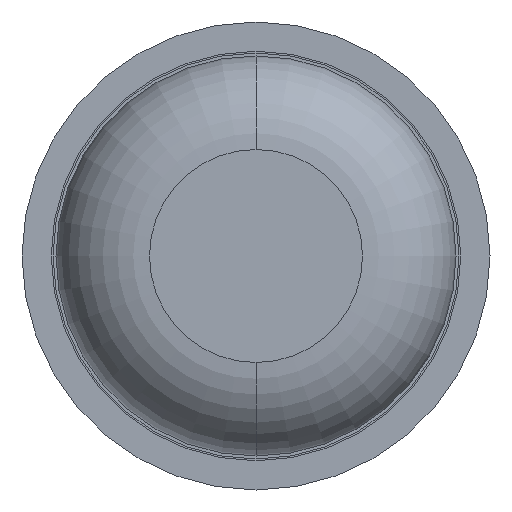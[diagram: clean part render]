
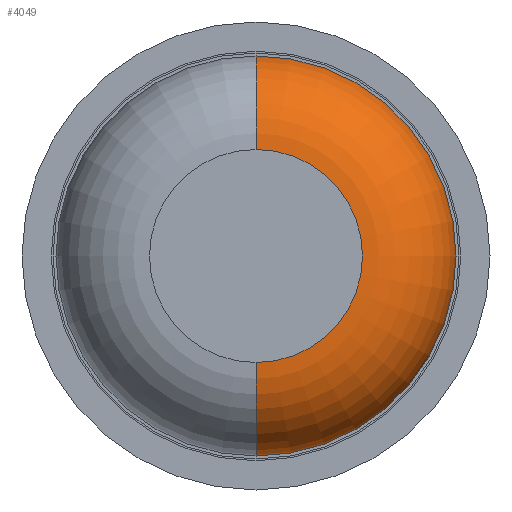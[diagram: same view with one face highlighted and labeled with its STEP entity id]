
A CAD part, front view. The second image highlights one B-rep face of the part: STEP entity #4049.
In plain terms, the highlighted toroidal (fillet/blend) face has major radius 0.91 mm and minor radius 0.8 mm.
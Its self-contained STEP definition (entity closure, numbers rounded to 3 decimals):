
#113 = DIRECTION ( 'NONE',  ( 0., 0., 1. ) ) ;
#138 = DIRECTION ( 'NONE',  ( -1., 0., 0. ) ) ;
#241 = ORIENTED_EDGE ( 'NONE', *, *, #866, .F. ) ;
#288 = AXIS2_PLACEMENT_3D ( 'NONE', #433, #4826, #3663 ) ;
#348 = FACE_OUTER_BOUND ( 'NONE', #3441, .T. ) ;
#433 = CARTESIAN_POINT ( 'NONE',  ( 0., -30., 0. ) ) ;
#677 = CIRCLE ( 'NONE', #1959, 1.71 ) ;
#703 = VERTEX_POINT ( 'NONE', #2659 ) ;
#866 = EDGE_CURVE ( 'Defeature ausgef�hrt1_0+Defeature ausgef�hrt1_10+Defeature ausgef�hrt1_10+Defeature ausgef�hrt1_10', #703, #4667, #4628, .T. ) ;
#879 = ORIENTED_EDGE ( 'NONE', *, *, #3046, .T. ) ;
#1087 = CARTESIAN_POINT ( 'NONE',  ( 0., -29.2, -0.91 ) ) ;
#1128 = DIRECTION ( 'NONE',  ( 0., 0., -1. ) ) ;
#1152 = CIRCLE ( 'NONE', #1329, 0.8 ) ;
#1329 = AXIS2_PLACEMENT_3D ( 'NONE', #2952, #138, #113 ) ;
#1658 = CIRCLE ( 'NONE', #4545, 0.8 ) ;
#1834 = EDGE_CURVE ( 'Defeature ausgef�hrt1_2+Defeature ausgef�hrt1_10+Defeature ausgef�hrt1_10+Defeature ausgef�hrt1_10', #1889, #4497, #677, .T. ) ;
#1842 = CARTESIAN_POINT ( 'NONE',  ( 0., -29.2, 0. ) ) ;
#1858 = DIRECTION ( 'NONE',  ( 0., 1., 0. ) ) ;
#1889 = VERTEX_POINT ( 'NONE', #4146 ) ;
#1959 = AXIS2_PLACEMENT_3D ( 'NONE', #1842, #1858, #2651 ) ;
#2651 = DIRECTION ( 'NONE',  ( 0., 0., 1. ) ) ;
#2659 = CARTESIAN_POINT ( 'NONE',  ( 0., -30., -0.91 ) ) ;
#2952 = CARTESIAN_POINT ( 'NONE',  ( 0., -29.2, 0.91 ) ) ;
#3046 = EDGE_CURVE ( 'NONE', #703, #4497, #1658, .T. ) ;
#3098 = CARTESIAN_POINT ( 'NONE',  ( 0., -30., 0.91 ) ) ;
#3117 = DIRECTION ( 'NONE',  ( 1., 0., 0. ) ) ;
#3441 = EDGE_LOOP ( 'NONE', ( #241, #879, #4304, #4421 ) ) ;
#3663 = DIRECTION ( 'NONE',  ( 0., 0., 1. ) ) ;
#3720 = CARTESIAN_POINT ( 'NONE',  ( 0., -29.2, -1.71 ) ) ;
#3805 = TOROIDAL_SURFACE ( 'NONE', #5038, 0.91, 0.8 ) ;
#4049 = ADVANCED_FACE ( 'Defeature ausgef�hrt1_10', ( #348 ), #3805, .T. ) ;
#4146 = CARTESIAN_POINT ( 'NONE',  ( 0., -29.2, 1.71 ) ) ;
#4304 = ORIENTED_EDGE ( 'NONE', *, *, #1834, .F. ) ;
#4421 = ORIENTED_EDGE ( 'NONE', *, *, #4481, .F. ) ;
#4481 = EDGE_CURVE ( 'NONE', #4667, #1889, #1152, .T. ) ;
#4497 = VERTEX_POINT ( 'NONE', #3720 ) ;
#4545 = AXIS2_PLACEMENT_3D ( 'NONE', #1087, #3117, #1128 ) ;
#4550 = CARTESIAN_POINT ( 'NONE',  ( 0., -29.2, 0. ) ) ;
#4628 = CIRCLE ( 'NONE', #288, 0.91 ) ;
#4667 = VERTEX_POINT ( 'NONE', #3098 ) ;
#4826 = DIRECTION ( 'NONE',  ( 0., -1., 0. ) ) ;
#4929 = DIRECTION ( 'NONE',  ( 0., 1., 0. ) ) ;
#4998 = DIRECTION ( 'NONE',  ( 0., 0., 1. ) ) ;
#5038 = AXIS2_PLACEMENT_3D ( 'NONE', #4550, #4929, #4998 ) ;
